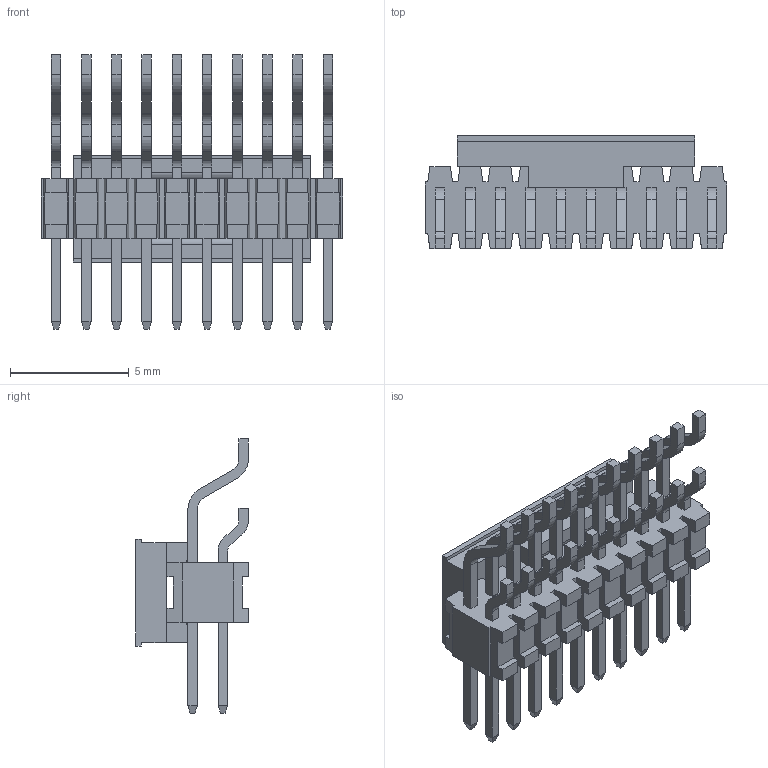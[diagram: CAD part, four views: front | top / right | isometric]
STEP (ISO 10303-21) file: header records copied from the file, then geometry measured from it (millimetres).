
FILE_DESCRIPTION(('FreeCAD Model'),'2;1');
FILE_NAME('7076-2-40-020-00-00-PPTR.stp', '2022-03-24T13:02:46',('Author'),(''), 'Open CASCADE STEP processor 6.8','FreeCAD','Unknown');
FILE_SCHEMA(('AUTOMOTIVE_DESIGN_CC2 { 1 2 10303 214 -1 1 5 4 }'));
Length unit declared in the file: millimetre
Products named in the file (3): ASSEMBLY; 7076-2-40-020-00-00-PPTR; Pad
Assembly tree (2 placements, depth 2):
  ASSEMBLY
    7076-2-40-020-00-00-PPTR
    Pad
Bounding box: 12.7 x 4.75 x 11.53 mm (x, y, z)
Volume: 179.8 mm3; surface area: 619.9 mm2
Topology: 2 solids, 2 shells, 706 faces, 1826 edges, 1164 vertices
Faces by surface type: plane 624, cylinder 82
Entity records: 51953 total; most frequent: CARTESIAN_POINT 16023, DIRECTION 6332, LINE 4502, VECTOR 4502, ORIENTED_EDGE 3652, PCURVE 3652, DEFINITIONAL_REPRESENTATION 3652, EDGE_CURVE 1826
